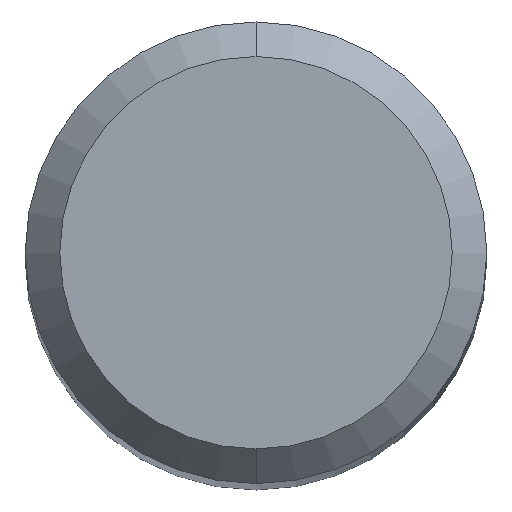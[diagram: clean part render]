
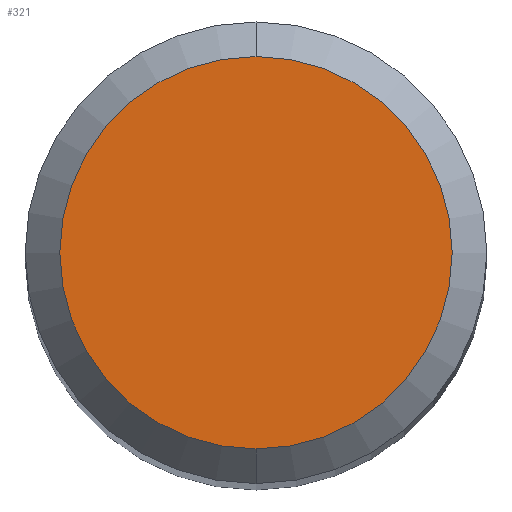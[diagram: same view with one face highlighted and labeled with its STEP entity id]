
A CAD part, top view. The second image highlights one B-rep face of the part: STEP entity #321.
In plain terms, the highlighted planar face has unit normal (0, 0, 1).
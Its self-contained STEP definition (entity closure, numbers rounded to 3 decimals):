
#271=VERTEX_POINT('',#595);
#321=ADVANCED_FACE('',(#648),#649,.T.);
#331=EDGE_CURVE('',#337,#271,#661,.T.);
#337=VERTEX_POINT('',#667);
#343=EDGE_CURVE('',#271,#337,#673,.T.);
#595=CARTESIAN_POINT('',(0.,-1.7,0.0));
#648=FACE_OUTER_BOUND('',#1101,.T.);
#649=PLANE('',#1102);
#661=CIRCLE('',#1118,1.7);
#667=CARTESIAN_POINT('',(0.0,1.7,0.0));
#673=CIRCLE('',#1147,1.7);
#1101=EDGE_LOOP('',(#1624,#1625));
#1102=AXIS2_PLACEMENT_3D('',#1626,#1627,#1628);
#1118=AXIS2_PLACEMENT_3D('',#1649,#1650,#1651);
#1147=AXIS2_PLACEMENT_3D('',#1653,#1654,#1655);
#1624=ORIENTED_EDGE('',*,*,#331,.F.);
#1625=ORIENTED_EDGE('',*,*,#343,.F.);
#1626=CARTESIAN_POINT('',(0.0,0.85,0.0));
#1627=DIRECTION('',(-0.0,0.0,1.0));
#1628=DIRECTION('',(0.0,-1.0,0.0));
#1649=CARTESIAN_POINT('',(0.0,0.0,0.0));
#1650=DIRECTION('',(0.0,0.0,-1.0));
#1651=DIRECTION('',(0.0,1.0,0.0));
#1653=CARTESIAN_POINT('',(0.0,0.0,0.0));
#1654=DIRECTION('',(0.0,0.0,-1.0));
#1655=DIRECTION('',(0.0,1.0,0.0));
